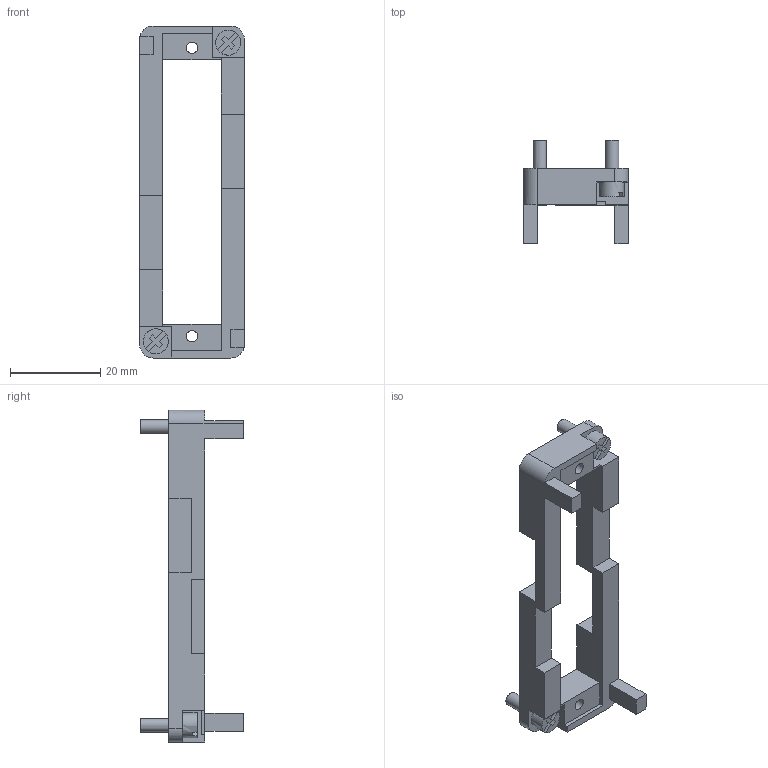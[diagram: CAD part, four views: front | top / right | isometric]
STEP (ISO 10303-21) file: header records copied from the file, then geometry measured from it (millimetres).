
FILE_DESCRIPTION(( 'HARTING HARTING HARTING HARTING HARTING HARTING HARTING HARTING HARTING', 'This Document is valid for Parts No. 09 20 000 9925'),'2;1');
FILE_NAME('MD_09200009925_R000001.stp', '2003-08-06T16:21:17',('ITIS-3'),('HARTING KGaA, D-32339 Espelkamp'), 'I-DEAS Master Series 9','HP-UNIX','Yes');
FILE_SCHEMA(('AUTOMOTIVE_DESIGN { 1 0 10303 214 0 1 1 1 }'));
Length unit declared in the file: millimetre
Products named in the file (1): D-Sub Adapterblock
Bounding box: 23.2 x 22.7 x 73.4 mm (x, y, z)
Volume: 5939.3 mm3; surface area: 4757.2 mm2
Topology: 1 solids, 1 shells, 190 faces, 513 edges, 342 vertices
Faces by surface type: bspline 190
Entity records: 5568 total; most frequent: CARTESIAN_POINT 2434, ORIENTED_EDGE 1026, EDGE_CURVE 513, VERTEX_POINT 342, QUASI_UNIFORM_CURVE 304, EDGE_LOOP 213, FACE_OUTER_BOUND 190, ADVANCED_FACE 190
